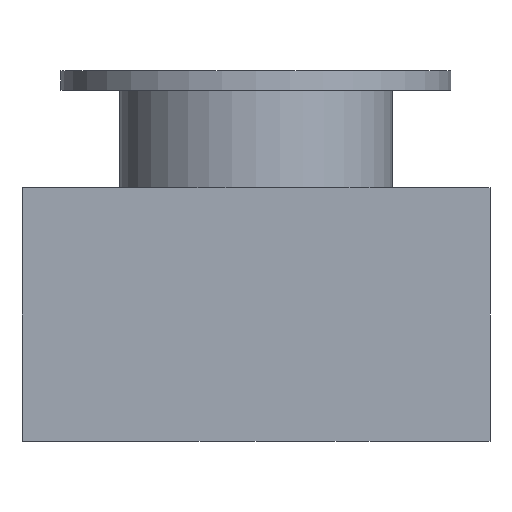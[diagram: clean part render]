
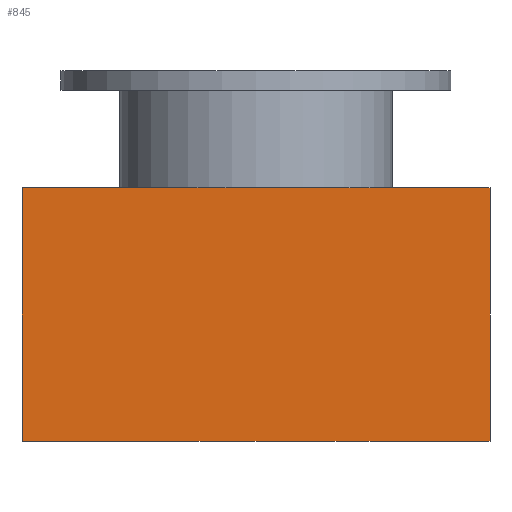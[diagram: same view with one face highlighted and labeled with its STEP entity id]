
A CAD part, front view. The second image highlights one B-rep face of the part: STEP entity #845.
In plain terms, the highlighted planar face has unit normal (0, -1, 0).
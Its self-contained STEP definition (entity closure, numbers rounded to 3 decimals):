
#30 = ORIENTED_EDGE ( 'NONE', *, *, #577, .F. ) ;
#42 = VERTEX_POINT ( 'NONE', #1697 ) ;
#43 = LINE ( 'NONE', #382, #320 ) ;
#94 = VECTOR ( 'NONE', #1402, 1000. ) ;
#139 = VERTEX_POINT ( 'NONE', #1410 ) ;
#177 = DIRECTION ( 'NONE',  ( 0., 1., 0. ) ) ;
#237 = DIRECTION ( 'NONE',  ( 0., 0., -1. ) ) ;
#320 = VECTOR ( 'NONE', #673, 1000. ) ;
#382 = CARTESIAN_POINT ( 'NONE',  ( -6., -6.75, 3.25 ) ) ;
#494 = CARTESIAN_POINT ( 'NONE',  ( -6., -6.75, 3.25 ) ) ;
#577 = EDGE_CURVE ( 'NONE', #1842, #139, #1961, .T. ) ;
#610 = ORIENTED_EDGE ( 'NONE', *, *, #1733, .T. ) ;
#673 = DIRECTION ( 'NONE',  ( 0., 0., -1. ) ) ;
#717 = CARTESIAN_POINT ( 'NONE',  ( 6., -6.75, 3.25 ) ) ;
#735 = CARTESIAN_POINT ( 'NONE',  ( -6., -6.75, -3.25 ) ) ;
#845 = ADVANCED_FACE ( 'NONE', ( #1309 ), #1966, .F. ) ;
#905 = EDGE_LOOP ( 'NONE', ( #1975, #1146, #30, #610 ) ) ;
#1060 = AXIS2_PLACEMENT_3D ( 'NONE', #494, #177, #1956 ) ;
#1128 = VECTOR ( 'NONE', #1655, 1000. ) ;
#1146 = ORIENTED_EDGE ( 'NONE', *, *, #1826, .F. ) ;
#1208 = VERTEX_POINT ( 'NONE', #1954 ) ;
#1243 = CARTESIAN_POINT ( 'NONE',  ( -6., -6.75, 3.25 ) ) ;
#1309 = FACE_OUTER_BOUND ( 'NONE', #905, .T. ) ;
#1374 = LINE ( 'NONE', #735, #94 ) ;
#1402 = DIRECTION ( 'NONE',  ( 1., 0., 0. ) ) ;
#1410 = CARTESIAN_POINT ( 'NONE',  ( 6., -6.75, 3.25 ) ) ;
#1437 = VECTOR ( 'NONE', #237, 1000. ) ;
#1528 = LINE ( 'NONE', #717, #1437 ) ;
#1655 = DIRECTION ( 'NONE',  ( 1., 0., 0. ) ) ;
#1697 = CARTESIAN_POINT ( 'NONE',  ( -6., -6.75, -3.25 ) ) ;
#1733 = EDGE_CURVE ( 'NONE', #1842, #42, #43, .T. ) ;
#1779 = CARTESIAN_POINT ( 'NONE',  ( -6., -6.75, 3.25 ) ) ;
#1804 = EDGE_CURVE ( 'NONE', #42, #1208, #1374, .T. ) ;
#1826 = EDGE_CURVE ( 'NONE', #139, #1208, #1528, .T. ) ;
#1842 = VERTEX_POINT ( 'NONE', #1243 ) ;
#1954 = CARTESIAN_POINT ( 'NONE',  ( 6., -6.75, -3.25 ) ) ;
#1956 = DIRECTION ( 'NONE',  ( 0., 0., 1. ) ) ;
#1961 = LINE ( 'NONE', #1779, #1128 ) ;
#1966 = PLANE ( 'NONE',  #1060 ) ;
#1975 = ORIENTED_EDGE ( 'NONE', *, *, #1804, .T. ) ;
